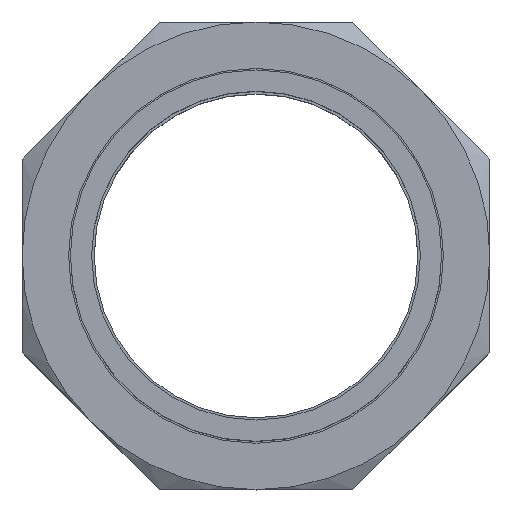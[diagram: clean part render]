
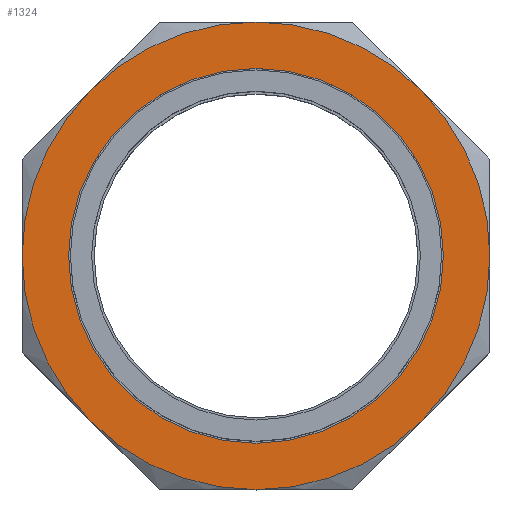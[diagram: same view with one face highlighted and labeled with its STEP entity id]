
A CAD part, top view. The second image highlights one B-rep face of the part: STEP entity #1324.
In plain terms, the highlighted planar face has unit normal (0, 0, 1).
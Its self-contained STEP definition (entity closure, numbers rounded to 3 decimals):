
#70 = ORIENTED_EDGE ( 'NONE', *, *, #1603, .T. ) ;
#71 = ORIENTED_EDGE ( 'NONE', *, *, #2409, .T. ) ;
#72 = ORIENTED_EDGE ( 'NONE', *, *, #1327, .T. ) ;
#232 = DIRECTION ( 'NONE',  ( 1., 0., 0. ) ) ;
#233 = DIRECTION ( 'NONE',  ( 0., 0., 1. ) ) ;
#234 = CARTESIAN_POINT ( 'NONE',  ( 0., 0., 12.5 ) ) ;
#235 = AXIS2_PLACEMENT_3D ( 'NONE', #234, #233, #232 ) ;
#242 = CARTESIAN_POINT ( 'NONE',  ( -24.042, -24.042, 12.5 ) ) ;
#243 = CIRCLE ( 'NONE', #235, 34. ) ;
#309 = DIRECTION ( 'NONE',  ( 1., 0., 0. ) ) ;
#310 = DIRECTION ( 'NONE',  ( 0., 0., 1. ) ) ;
#311 = CARTESIAN_POINT ( 'NONE',  ( 0., 0., 12.5 ) ) ;
#312 = AXIS2_PLACEMENT_3D ( 'NONE', #311, #310, #309 ) ;
#313 = CIRCLE ( 'NONE', #312, 34. ) ;
#314 = CARTESIAN_POINT ( 'NONE',  ( 34., 0., 12.5 ) ) ;
#342 = CARTESIAN_POINT ( 'NONE',  ( -24.042, 24.042, 12.5 ) ) ;
#360 = CARTESIAN_POINT ( 'NONE',  ( 0., 34., 12.5 ) ) ;
#361 = DIRECTION ( 'NONE',  ( 1., 0., 0. ) ) ;
#362 = DIRECTION ( 'NONE',  ( 0., 0., 1. ) ) ;
#363 = CARTESIAN_POINT ( 'NONE',  ( 0., 0., 12.5 ) ) ;
#364 = AXIS2_PLACEMENT_3D ( 'NONE', #363, #362, #361 ) ;
#365 = CIRCLE ( 'NONE', #364, 34. ) ;
#387 = CARTESIAN_POINT ( 'NONE',  ( -34., 0., 12.5 ) ) ;
#406 = DIRECTION ( 'NONE',  ( 1., 0., 0. ) ) ;
#407 = DIRECTION ( 'NONE',  ( 0., 0., 1. ) ) ;
#408 = CARTESIAN_POINT ( 'NONE',  ( 0., 0., 12.5 ) ) ;
#409 = AXIS2_PLACEMENT_3D ( 'NONE', #408, #407, #406 ) ;
#410 = CIRCLE ( 'NONE', #409, 34. ) ;
#423 = DIRECTION ( 'NONE',  ( 1., 0., 0. ) ) ;
#424 = DIRECTION ( 'NONE',  ( 0., 0., 1. ) ) ;
#425 = CARTESIAN_POINT ( 'NONE',  ( 0., 0., 12.5 ) ) ;
#426 = AXIS2_PLACEMENT_3D ( 'NONE', #425, #424, #423 ) ;
#427 = CIRCLE ( 'NONE', #426, 34. ) ;
#471 = CARTESIAN_POINT ( 'NONE',  ( 24.042, -24.042, 12.5 ) ) ;
#477 = CARTESIAN_POINT ( 'NONE',  ( 24.042, 24.042, 12.5 ) ) ;
#494 = CARTESIAN_POINT ( 'NONE',  ( -27.25, 0., 12.5 ) ) ;
#495 = DIRECTION ( 'NONE',  ( 1., 0., 0. ) ) ;
#496 = DIRECTION ( 'NONE',  ( 0., 0., 1. ) ) ;
#497 = CARTESIAN_POINT ( 'NONE',  ( 0., 0., 12.5 ) ) ;
#498 = AXIS2_PLACEMENT_3D ( 'NONE', #497, #496, #495 ) ;
#499 = CIRCLE ( 'NONE', #498, 27.25 ) ;
#500 = DIRECTION ( 'NONE',  ( 1., 0., 0. ) ) ;
#501 = DIRECTION ( 'NONE',  ( 0., 0., 1. ) ) ;
#502 = CARTESIAN_POINT ( 'NONE',  ( 0., 0., 12.5 ) ) ;
#503 = AXIS2_PLACEMENT_3D ( 'NONE', #502, #501, #500 ) ;
#504 = CIRCLE ( 'NONE', #503, 34. ) ;
#511 = CARTESIAN_POINT ( 'NONE',  ( 27.25, 0., 12.5 ) ) ;
#649 = DIRECTION ( 'NONE',  ( 1., 0., 0. ) ) ;
#650 = DIRECTION ( 'NONE',  ( 0., 0., 1. ) ) ;
#651 = CARTESIAN_POINT ( 'NONE',  ( 0., 0., 12.5 ) ) ;
#652 = AXIS2_PLACEMENT_3D ( 'NONE', #651, #650, #649 ) ;
#657 = CIRCLE ( 'NONE', #652, 34. ) ;
#1306 = EDGE_LOOP ( 'NONE', ( #1307, #1316, #1315, #1317, #71, #70, #72, #1369 ) ) ;
#1307 = ORIENTED_EDGE ( 'NONE', *, *, #1638, .T. ) ;
#1313 = ORIENTED_EDGE ( 'NONE', *, *, #1751, .F. ) ;
#1314 = EDGE_CURVE ( 'NONE', #1732, #1755, #2162, .T. ) ;
#1315 = ORIENTED_EDGE ( 'NONE', *, *, #1643, .T. ) ;
#1316 = ORIENTED_EDGE ( 'NONE', *, *, #1692, .T. ) ;
#1317 = ORIENTED_EDGE ( 'NONE', *, *, #1674, .T. ) ;
#1321 = EDGE_LOOP ( 'NONE', ( #1325, #1313 ) ) ;
#1324 = ADVANCED_FACE ( 'NONE', ( #2183, #2177 ), #2181, .F. ) ;
#1325 = ORIENTED_EDGE ( 'NONE', *, *, #1314, .F. ) ;
#1327 = EDGE_CURVE ( 'NONE', #1328, #1714, #2169, .T. ) ;
#1328 = VERTEX_POINT ( 'NONE', #2209 ) ;
#1369 = ORIENTED_EDGE ( 'NONE', *, *, #1747, .T. ) ;
#1603 = EDGE_CURVE ( 'NONE', #1604, #1328, #243, .T. ) ;
#1604 = VERTEX_POINT ( 'NONE', #242 ) ;
#1638 = EDGE_CURVE ( 'NONE', #1639, #1700, #313, .T. ) ;
#1639 = VERTEX_POINT ( 'NONE', #314 ) ;
#1643 = EDGE_CURVE ( 'NONE', #1645, #1652, #365, .T. ) ;
#1645 = VERTEX_POINT ( 'NONE', #360 ) ;
#1652 = VERTEX_POINT ( 'NONE', #342 ) ;
#1655 = VERTEX_POINT ( 'NONE', #387 ) ;
#1674 = EDGE_CURVE ( 'NONE', #1652, #1655, #410, .T. ) ;
#1692 = EDGE_CURVE ( 'NONE', #1700, #1645, #427, .T. ) ;
#1700 = VERTEX_POINT ( 'NONE', #477 ) ;
#1714 = VERTEX_POINT ( 'NONE', #471 ) ;
#1732 = VERTEX_POINT ( 'NONE', #511 ) ;
#1747 = EDGE_CURVE ( 'NONE', #1714, #1639, #504, .T. ) ;
#1751 = EDGE_CURVE ( 'NONE', #1755, #1732, #499, .T. ) ;
#1755 = VERTEX_POINT ( 'NONE', #494 ) ;
#2162 = CIRCLE ( 'NONE', #2168, 27.25 ) ;
#2165 = DIRECTION ( 'NONE',  ( 1., 0., 0. ) ) ;
#2166 = DIRECTION ( 'NONE',  ( 0., 0., 1. ) ) ;
#2167 = CARTESIAN_POINT ( 'NONE',  ( 0., 0., 12.5 ) ) ;
#2168 = AXIS2_PLACEMENT_3D ( 'NONE', #2167, #2166, #2165 ) ;
#2169 = CIRCLE ( 'NONE', #2170, 34. ) ;
#2170 = AXIS2_PLACEMENT_3D ( 'NONE', #2175, #2174, #2173 ) ;
#2173 = DIRECTION ( 'NONE',  ( 1., 0., 0. ) ) ;
#2174 = DIRECTION ( 'NONE',  ( 0., 0., 1. ) ) ;
#2175 = CARTESIAN_POINT ( 'NONE',  ( 0., 0., 12.5 ) ) ;
#2176 = CARTESIAN_POINT ( 'NONE',  ( 0., 34., 12.5 ) ) ;
#2177 = FACE_OUTER_BOUND ( 'NONE', #1306, .T. ) ;
#2179 = DIRECTION ( 'NONE',  ( -1., 0., 0. ) ) ;
#2180 = DIRECTION ( 'NONE',  ( 0., 0., -1. ) ) ;
#2181 = PLANE ( 'NONE',  #2182 ) ;
#2182 = AXIS2_PLACEMENT_3D ( 'NONE', #2176, #2180, #2179 ) ;
#2183 = FACE_BOUND ( 'NONE', #1321, .T. ) ;
#2209 = CARTESIAN_POINT ( 'NONE',  ( 0., -34., 12.5 ) ) ;
#2409 = EDGE_CURVE ( 'NONE', #1655, #1604, #657, .T. ) ;
